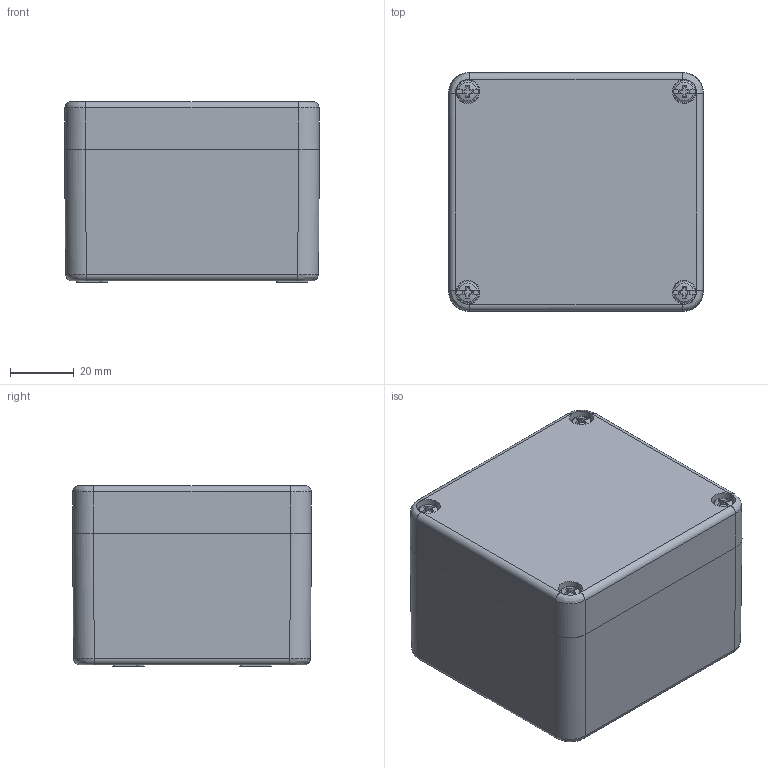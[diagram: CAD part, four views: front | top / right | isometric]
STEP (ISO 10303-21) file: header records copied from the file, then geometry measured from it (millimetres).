
FILE_DESCRIPTION (( 'STEP AP214' ), '1' );
FILE_NAME ('1590ZGRP081BK.STEP', '2021-09-09T10:41:33', ( '' ), ( '' ), 'SwSTEP 2.0', 'SolidWorks 2021', '' );
FILE_SCHEMA (( 'AUTOMOTIVE_DESIGN' ));
Length unit declared in the file: inch
Products named in the file (1): 1590ZGRP081BK
Bounding box: 80 x 75 x 56.8 mm (x, y, z)
Volume: 145403.8 mm3; surface area: 71681.9 mm2
Topology: 8 solids, 8 shells, 509 faces, 1275 edges, 815 vertices
Faces by surface type: plane 247, cylinder 112, cone 82, bspline 68
Full cylindrical faces by diameter (mm): 2.459 x4, 3.242 x6, 3.4 x8, 3.48 x4, 3.5 x4, 3.85 x4, 5 x14, 6.9 x4, 7.5 x4
Entity records: 23517 total; most frequent: CARTESIAN_POINT 5441, ORIENTED_EDGE 2326, DIRECTION 2223, EDGE_CURVE 1163, AXIS2_PLACEMENT_3D 829, VERTEX_POINT 791, EDGE_LOOP 652, FACE_OUTER_BOUND 581
